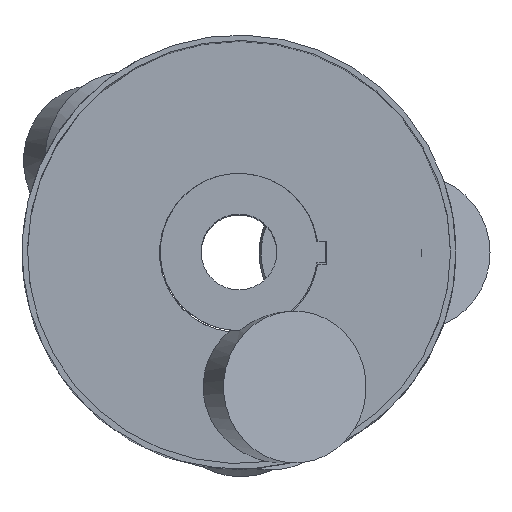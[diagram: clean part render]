
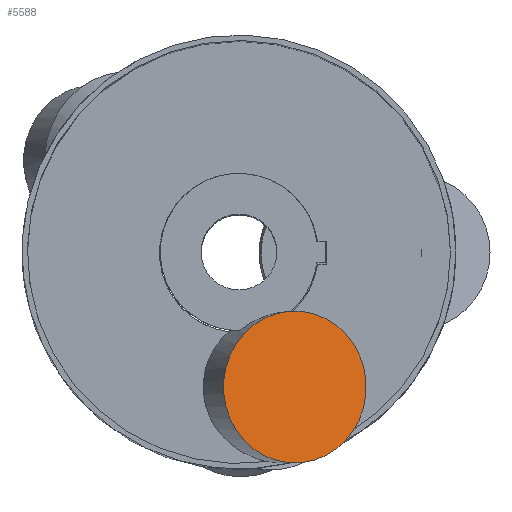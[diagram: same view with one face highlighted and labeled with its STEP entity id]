
A CAD part, top view. The second image highlights one B-rep face of the part: STEP entity #5588.
In plain terms, the highlighted planar face has unit normal (0.342, 0, 0.94).
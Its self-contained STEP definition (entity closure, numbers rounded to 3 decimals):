
#552 = CYLINDRICAL_SURFACE('',#553,28.);
#553 = AXIS2_PLACEMENT_3D('',#554,#555,#556);
#554 = CARTESIAN_POINT('',(-11.875,-49.809,
    121.841));
#555 = DIRECTION('',(0.342,0.,0.94));
#556 = DIRECTION('',(0.082,-0.996,
    -0.03));
#3185 = VERTEX_POINT('',#3186);
#3186 = CARTESIAN_POINT('',(22.918,-77.701,
    210.275));
#3207 = EDGE_CURVE('',#3185,#3185,#3208,.T.);
#3208 = SURFACE_CURVE('',#3209,(#3214,#3221),.PCURVE_S1.);
#3209 = CIRCLE('',#3210,28.);
#3210 = AXIS2_PLACEMENT_3D('',#3211,#3212,#3213);
#3211 = CARTESIAN_POINT('',(20.617,-49.809,
    211.112));
#3212 = DIRECTION('',(0.342,0.,0.94)
  );
#3213 = DIRECTION('',(0.082,-0.996,
    -0.03));
#3214 = PCURVE('',#552,#3215);
#3215 = DEFINITIONAL_REPRESENTATION('',(#3216),#3220);
#3216 = LINE('',#3217,#3218);
#3217 = CARTESIAN_POINT('',(0.,95.));
#3218 = VECTOR('',#3219,1.);
#3219 = DIRECTION('',(1.,0.));
#3220 = ( GEOMETRIC_REPRESENTATION_CONTEXT(2) 
PARAMETRIC_REPRESENTATION_CONTEXT() REPRESENTATION_CONTEXT('2D SPACE',''
  ) );
#3221 = PCURVE('',#3222,#3227);
#3222 = PLANE('',#3223);
#3223 = AXIS2_PLACEMENT_3D('',#3224,#3225,#3226);
#3224 = CARTESIAN_POINT('',(20.617,-49.809,
    211.112));
#3225 = DIRECTION('',(0.342,0.,0.94));
#3226 = DIRECTION('',(0.082,-0.996,
    -0.03));
#3227 = DEFINITIONAL_REPRESENTATION('',(#3228),#3232);
#3228 = CIRCLE('',#3229,28.);
#3229 = AXIS2_PLACEMENT_2D('',#3230,#3231);
#3230 = CARTESIAN_POINT('',(0.,0.));
#3231 = DIRECTION('',(1.,0.));
#3232 = ( GEOMETRIC_REPRESENTATION_CONTEXT(2) 
PARAMETRIC_REPRESENTATION_CONTEXT() REPRESENTATION_CONTEXT('2D SPACE',''
  ) );
#5588 = ADVANCED_FACE('',(#5589),#3222,.T.);
#5589 = FACE_BOUND('',#5590,.T.);
#5590 = EDGE_LOOP('',(#5591));
#5591 = ORIENTED_EDGE('',*,*,#3207,.T.);
